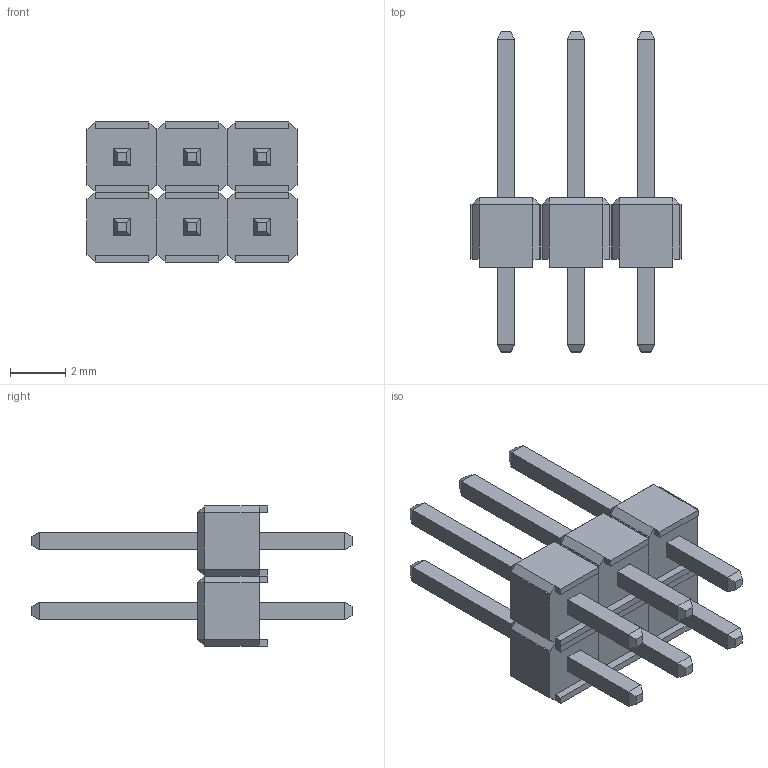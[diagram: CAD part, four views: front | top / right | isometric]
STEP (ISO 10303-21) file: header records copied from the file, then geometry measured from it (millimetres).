
FILE_DESCRIPTION(/* description */ (''),/* implementation_level */ '2;1');
FILE_NAME(/* name */ 'jp3_ipt_1d79db1e.STEP',/* time_stamp */ '2021-11-25T09:42:46-03:00',/* author */ ('Gabriel'),/* organization */ (''),/* preprocessor_version */ 'ST-DEVELOPER v18.1',/* originating_system */ 'Autodesk Inventor 2020',/* authorisation */ '');
FILE_SCHEMA (('AUTOMOTIVE_DESIGN { 1 0 10303 214 3 1 1 }'));
Length unit declared in the file: millimetre
Products named in the file (1): jp3
Bounding box: 7.62 x 11.6 x 5.08 mm (x, y, z)
Volume: 106.8 mm3; surface area: 419.2 mm2
Topology: 12 solids, 12 shells, 300 faces, 660 edges, 384 vertices
Faces by surface type: plane 300
Entity records: 7912 total; most frequent: CARTESIAN_POINT 1345, ORIENTED_EDGE 1320, DIRECTION 1262, LINE 660, VECTOR 660, EDGE_CURVE 660, VERTEX_POINT 384, EDGE_LOOP 312
